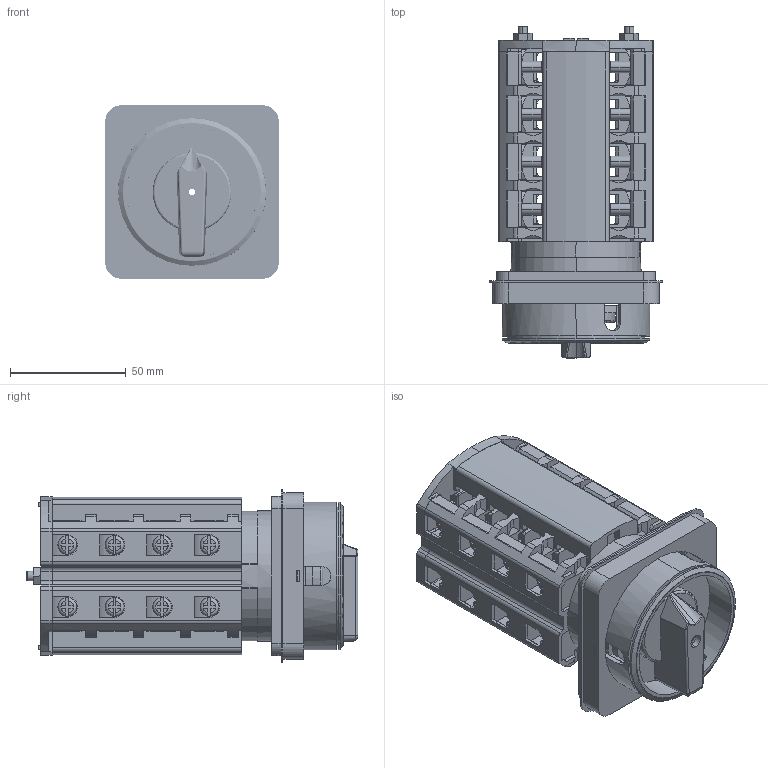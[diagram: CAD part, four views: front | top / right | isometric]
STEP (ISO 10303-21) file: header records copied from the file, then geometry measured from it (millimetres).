
FILE_DESCRIPTION((''),'2;1');
FILE_NAME('004773058_CS_40_U_LK_1P_ASM','2021-12-07T',('marketing.praksa'),('Audax d.o.o.'),'CREO PARAMETRIC BY PTC INC, 2017480','CREO PARAMETRIC BY PTC INC, 2017480','');
FILE_SCHEMA(('AUTOMOTIVE_DESIGN { 1 0 10303 214 1 1 1 1 }'));
Products named in the file (52): CVRST2_2-2_M6X12_2-1-SOLID1_1; CVRST2_2-3_M6X12_2-1-SOLID1_1; CVRST2_2-1_PODLOSKA_63_2-1-SO_1; CVRST2_2-2_PODLOSKA_63_2-1-SO_1; KUKISTE63_2-1-SOLID1_1; CVRST2_2-2_M6X12_2-1-SOLID1_1_1; CVRST2_2-3_M6X12_2-1-SOLID1_1_1; CVRST2_2-1_PODLOSKA_63_2-1-SO_2; CVRST2_2-2_PODLOSKA_63_2-1-SO_2; CVRST2_2-1_M6X12_2-1-SOLID1_1_1; CVRST1_2-1_PODLOSKA_63_2-1-SO_2; CVRST2_2-3_PODLOSKA_63_2-1-SO_2; CVRST1_2-1_M6X12_2-1-SOLID1_1_1; CVRST2_2-2_M6X12_2-1-SOLID1_1_2; CVRST2_2-3_M6X12_2-1-SOLID1_1_2; CVRST2_2-1_PODLOSKA_63_2-1-SO_3; CVRST2_2-2_PODLOSKA_63_2-1-SO_3; CVRST2_2-2_M6X12_2-1-SOLID1_1_3; CVRST2_2-3_M6X12_2-1-SOLID1_1_3; CVRST2_2-1_PODLOSKA_63_2-1-SO_4; CVRST2_2-2_PODLOSKA_63_2-1-SO_4; CVRST2_2-1_M6X12_2-1-SOLID1_1_3; CVRST1_2-1_PODLOSKA_63_2-1-SO_4; CVRST2_2-3_PODLOSKA_63_2-1-SO_4; CVRST1_2-1_M6X12_2-1-SOLID1_1_3; CVRST2_2-1_M6X12_2-1-SOLID1_1_2; CVRST1_2-1_PODLOSKA_63_2-1-SO_3; CVRST2_2-3_PODLOSKA_63_2-1-SO_3; CVRST1_2-1_M6X12_2-1-SOLID1_1_2; CVRST2_2-1_M6X12_2-1-SOLID1_1; CVRST1_2-1_PODLOSKA_63_2-1-SO_1; CVRST2_2-3_PODLOSKA_63_2-1-SO_1; CVRST1_2-1_M6X12_2-1-SOLID1_1; CC_ASM; MATICA_M4_2-1-SOLID1_1; ZAVRTKA_2-2-SOLID1_1; KAPAK63_2-1-SOLID1_1; ZAVRTKA_2-1-SOLID1_1; MATICA_M4_2-2-SOLID1_1; POKL_ASM ...
Assembly tree (51 placements, depth 4):
  004773058_CS_40_U_LK_1P_ASM
    CC_ASM
      CVRST2_2-2_M6X12_2-1-SOLID1_1
      CVRST2_2-3_M6X12_2-1-SOLID1_1
      CVRST2_2-1_PODLOSKA_63_2-1-SO_1
      CVRST2_2-2_PODLOSKA_63_2-1-SO_1
      KUKISTE63_2-1-SOLID1_1
      CVRST2_2-2_M6X12_2-1-SOLID1_1_1
      CVRST2_2-3_M6X12_2-1-SOLID1_1_1
      CVRST2_2-1_PODLOSKA_63_2-1-SO_2
      CVRST2_2-2_PODLOSKA_63_2-1-SO_2
      CVRST2_2-1_M6X12_2-1-SOLID1_1_1
      CVRST1_2-1_PODLOSKA_63_2-1-SO_2
      CVRST2_2-3_PODLOSKA_63_2-1-SO_2
      CVRST1_2-1_M6X12_2-1-SOLID1_1_1
      CVRST2_2-2_M6X12_2-1-SOLID1_1_2
      CVRST2_2-3_M6X12_2-1-SOLID1_1_2
      CVRST2_2-1_PODLOSKA_63_2-1-SO_3
      CVRST2_2-2_PODLOSKA_63_2-1-SO_3
      CVRST2_2-2_M6X12_2-1-SOLID1_1_3
      CVRST2_2-3_M6X12_2-1-SOLID1_1_3
      CVRST2_2-1_PODLOSKA_63_2-1-SO_4
      CVRST2_2-2_PODLOSKA_63_2-1-SO_4
      CVRST2_2-1_M6X12_2-1-SOLID1_1_3
      CVRST1_2-1_PODLOSKA_63_2-1-SO_4
      CVRST2_2-3_PODLOSKA_63_2-1-SO_4
      CVRST1_2-1_M6X12_2-1-SOLID1_1_3
      CVRST2_2-1_M6X12_2-1-SOLID1_1_2
      CVRST1_2-1_PODLOSKA_63_2-1-SO_3
      CVRST2_2-3_PODLOSKA_63_2-1-SO_3
      CVRST1_2-1_M6X12_2-1-SOLID1_1_2
      CVRST2_2-1_M6X12_2-1-SOLID1_1
      CVRST1_2-1_PODLOSKA_63_2-1-SO_1
      CVRST2_2-3_PODLOSKA_63_2-1-SO_1
      CVRST1_2-1_M6X12_2-1-SOLID1_1
    OG_ASM
      POKL_ASM
        MATICA_M4_2-1-SOLID1_1
        ZAVRTKA_2-2-SOLID1_1
        KAPAK63_2-1-SOLID1_1
        ZAVRTKA_2-1-SOLID1_1
        MATICA_M4_2-2-SOLID1_1
    KOMPLET_BS40_BRAVA_LK_TONI-68_1
    KUKZVEZ_2-1-SOLID1_1
    KOMPLET_BS40_BRAVA_LK_TONI-68_2
    ZAPTIVKA_CELA_2-1-SOLID1_1
    KAPZVEZ_4-1-SOLID1_1
    KOMPLET_BS40_BRAVA_LK_TONI-68_3
    PRT9567_1_ASM
      PRT9567_1_1
      PRT9567_1_2
      PRT9567_1_3
Bounding box: 75 x 143.52 x 75 mm (x, y, z)
Volume: 223315.8 mm3; surface area: 187257.3 mm2
Topology: 47 solids, 47 shells, 4959 faces, 13535 edges, 8775 vertices
Faces by surface type: plane 2581, cylinder 1981, torus 217, bspline 107, cone 70, sphere 3
Entity records: 207446 total; most frequent: CARTESIAN_POINT 35663, ORIENTED_EDGE 27058, DIRECTION 26685, PRESENTATION_STYLE_ASSIGNMENT 13620, STYLED_ITEM 13620, CURVE_STYLE 13529, EDGE_CURVE 13529, AXIS2_PLACEMENT_3D 9013
